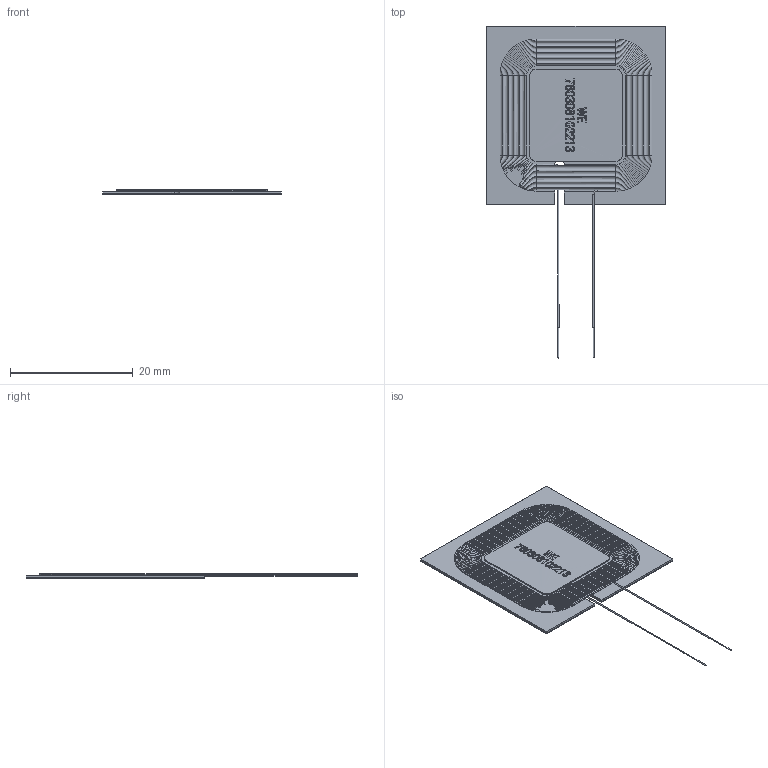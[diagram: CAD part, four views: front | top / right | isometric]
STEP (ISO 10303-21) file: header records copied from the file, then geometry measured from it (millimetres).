
FILE_DESCRIPTION(/* description */ ('Unknown'),/* implementation_level */ '2;1');
FILE_NAME(/* name */ 'L_Wurth_WE-WPCC-RX_760308102213',/* time_stamp */ '2025-04-22T16:45:14+08:00',/* author */ ('Unknown'),/* organization */ ('Unknown'),/* preprocessor_version */ 'ST-DEVELOPER v19.4',/* originating_system */ 'Solid Edge',/* authorisation */ 'Unknown');
FILE_SCHEMA (('AUTOMOTIVE_DESIGN {1 0 10303 214 3 1 1}'));
Length unit declared in the file: millimetre
Products named in the file (2): L_Wurth_WE-WPCC-RX_760308102213
Assembly tree (1 placements, depth 2):
  L_Wurth_WE-WPCC-RX_760308102213
    L_Wurth_WE-WPCC-RX_760308102213
Bounding box: 29 x 54 x 0.69 mm (x, y, z)
Volume: 483.1 mm3; surface area: 9635.5 mm2
Topology: 9 solids, 9 shells, 378 faces, 849 edges, 510 vertices
Faces by surface type: plane 155, cylinder 113, torus 64, bspline 46
Full cylindrical faces by diameter (mm): 0.15 x2, 0.18 x87
Entity records: 13264 total; most frequent: CARTESIAN_POINT 4745, ORIENTED_EDGE 1324, DIRECTION 1288, EDGE_CURVE 662, EDGE_LOOP 586, FACE_BOUND 586, AXIS2_PLACEMENT_3D 518, VERTEX_POINT 508
